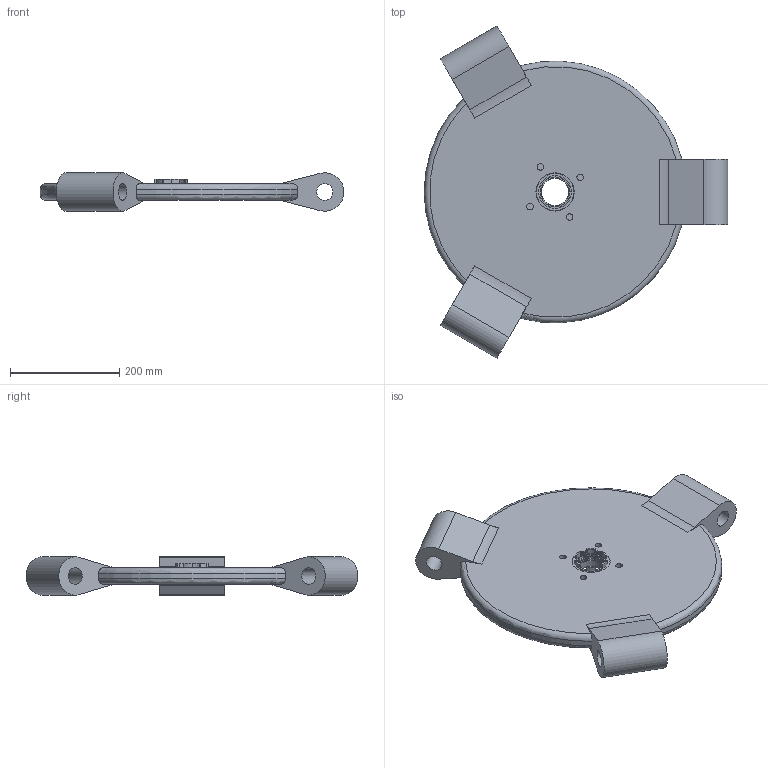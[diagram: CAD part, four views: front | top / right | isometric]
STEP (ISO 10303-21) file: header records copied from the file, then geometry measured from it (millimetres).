
FILE_DESCRIPTION(/* description */ (''),/* implementation_level */ '2;1');
FILE_NAME(/* name */ 'upper part v7.step',/* time_stamp */ '2023-12-15T19:23:32+05:30',/* author */ (''),/* organization */ (''),/* preprocessor_version */ 'ST-DEVELOPER v20',/* originating_system */ 'Autodesk Translation Framework v12.14.0.127',/* authorisation */ '');
FILE_SCHEMA (('AUTOMOTIVE_DESIGN { 1 0 10303 214 3 1 1 }'));
Length unit declared in the file: millimetre
Products named in the file (3): upper part; Component1; 4300N19_Cylindrical-Roller Thrust Bearing
Assembly tree (2 placements, depth 2):
  upper part
    Component1
    4300N19_Cylindrical-Roller Thrust Bearing
Bounding box: 556.78 x 608.67 x 70.04 mm (x, y, z)
Volume: 6856198.3 mm3; surface area: 546881.5 mm2
Topology: 26 solids, 26 shells, 806 faces, 1956 edges, 1100 vertices
Faces by surface type: cylinder 250, torus 234, bspline 176, plane 140, cone 6
Full cylindrical faces by diameter (mm): 6 x22, 12.023 x4, 30 x3, 50 x3, 52 x1, 55 x1, 60 x1, 66 x1, 70 x4
Entity records: 26817 total; most frequent: CARTESIAN_POINT 8525, DIRECTION 4124, ORIENTED_EDGE 3734, EDGE_CURVE 1867, AXIS2_PLACEMENT_3D 1815, VERTEX_POINT 1099, CIRCLE 979, EDGE_LOOP 850
